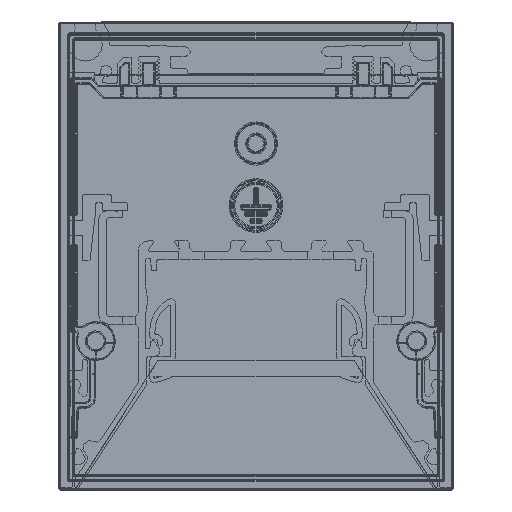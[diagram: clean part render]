
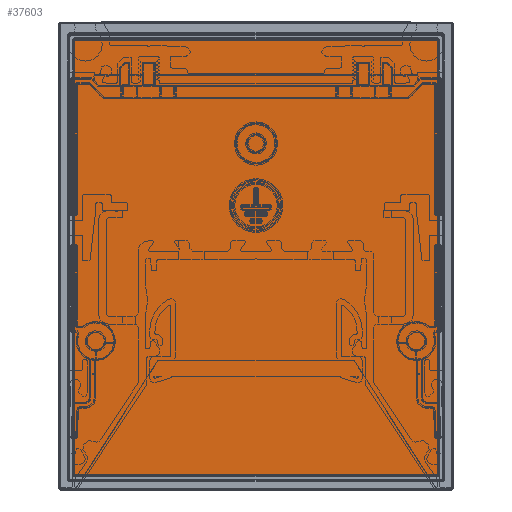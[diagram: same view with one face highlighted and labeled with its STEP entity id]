
A CAD part, front view. The second image highlights one B-rep face of the part: STEP entity #37603.
In plain terms, the highlighted planar face has unit normal (0, -1, 0).
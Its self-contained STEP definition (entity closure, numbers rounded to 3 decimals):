
#1743=PLANE('',#41428);
#5481=FACE_OUTER_BOUND('',#7589,.T.);
#7589=EDGE_LOOP('',(#32255,#32256,#32257,#32258,#32259,#32260,#32261,#32262));
#10077=LINE('',#66395,#12820);
#10336=LINE('',#69415,#13079);
#10338=LINE('',#69452,#13081);
#10340=LINE('',#69485,#13083);
#12820=VECTOR('',#49500,10.);
#13079=VECTOR('',#50703,10.);
#13081=VECTOR('',#50717,10.);
#13083=VECTOR('',#50727,10.);
#15171=CIRCLE('',#40938,0.001);
#15176=CIRCLE('',#40944,0.001);
#15398=CIRCLE('',#41418,0.001);
#15402=CIRCLE('',#41423,0.001);
#18227=VERTEX_POINT('',#66383);
#18229=VERTEX_POINT('',#66386);
#18231=VERTEX_POINT('',#66392);
#18233=VERTEX_POINT('',#66422);
#18549=VERTEX_POINT('',#69414);
#18550=VERTEX_POINT('',#69442);
#18552=VERTEX_POINT('',#69448);
#18554=VERTEX_POINT('',#69478);
#22723=EDGE_CURVE('',#18229,#18227,#15171,.T.);
#22727=EDGE_CURVE('',#18227,#18231,#10077,.T.);
#22730=EDGE_CURVE('',#18231,#18233,#15176,.T.);
#23318=EDGE_CURVE('',#18229,#18549,#10336,.T.);
#23322=EDGE_CURVE('',#18549,#18550,#15398,.T.);
#23325=EDGE_CURVE('',#18550,#18552,#10338,.T.);
#23328=EDGE_CURVE('',#18552,#18554,#15402,.T.);
#23330=EDGE_CURVE('',#18554,#18233,#10340,.T.);
#32255=ORIENTED_EDGE('',*,*,#23330,.F.);
#32256=ORIENTED_EDGE('',*,*,#23328,.F.);
#32257=ORIENTED_EDGE('',*,*,#23325,.F.);
#32258=ORIENTED_EDGE('',*,*,#23322,.F.);
#32259=ORIENTED_EDGE('',*,*,#23318,.F.);
#32260=ORIENTED_EDGE('',*,*,#22723,.T.);
#32261=ORIENTED_EDGE('',*,*,#22727,.T.);
#32262=ORIENTED_EDGE('',*,*,#22730,.T.);
#37603=ADVANCED_FACE('',(#5481),#1743,.F.);
#40938=AXIS2_PLACEMENT_3D('',#66387,#49490,#49491);
#40944=AXIS2_PLACEMENT_3D('',#66425,#49504,#49505);
#41418=AXIS2_PLACEMENT_3D('',#69446,#50710,#50711);
#41423=AXIS2_PLACEMENT_3D('',#69482,#50722,#50723);
#41428=AXIS2_PLACEMENT_3D('',#69492,#50737,#50738);
#49490=DIRECTION('center_axis',(0.,-1.,0.));
#49491=DIRECTION('ref_axis',(0.707,0.,-0.707));
#49500=DIRECTION('',(0.,0.,1.));
#49504=DIRECTION('center_axis',(0.,-1.,0.));
#49505=DIRECTION('ref_axis',(0.707,0.,0.707));
#50703=DIRECTION('',(-1.,0.,0.));
#50710=DIRECTION('center_axis',(0.,1.,0.));
#50711=DIRECTION('ref_axis',(-0.707,0.,-0.707));
#50717=DIRECTION('',(0.,0.,1.));
#50722=DIRECTION('center_axis',(0.,1.,0.));
#50723=DIRECTION('ref_axis',(-0.707,0.,0.707));
#50727=DIRECTION('',(1.,0.,0.));
#50737=DIRECTION('center_axis',(0.,1.,0.));
#50738=DIRECTION('ref_axis',(1.,0.,0.));
#66383=CARTESIAN_POINT('',(35.008,-1689.5,-77.507));
#66386=CARTESIAN_POINT('',(35.007,-1689.5,-77.508));
#66387=CARTESIAN_POINT('Origin',(35.007,-1689.5,-77.507));
#66392=CARTESIAN_POINT('',(35.008,-1689.5,6.507));
#66395=CARTESIAN_POINT('',(35.008,-1689.5,-14.4));
#66422=CARTESIAN_POINT('',(35.007,-1689.5,6.508));
#66425=CARTESIAN_POINT('Origin',(35.007,-1689.5,6.507));
#69414=CARTESIAN_POINT('',(-35.007,-1689.5,-77.508));
#69415=CARTESIAN_POINT('',(-17.6,-1689.5,-77.508));
#69442=CARTESIAN_POINT('',(-35.008,-1689.5,-77.507));
#69446=CARTESIAN_POINT('Origin',(-35.007,-1689.5,-77.507));
#69448=CARTESIAN_POINT('',(-35.008,-1689.5,6.507));
#69452=CARTESIAN_POINT('',(-35.008,-1689.5,-14.4));
#69478=CARTESIAN_POINT('',(-35.007,-1689.5,6.508));
#69482=CARTESIAN_POINT('Origin',(-35.007,-1689.5,6.507));
#69485=CARTESIAN_POINT('',(17.6,-1689.5,6.508));
#69492=CARTESIAN_POINT('Origin',(0.,-1689.5,-35.5));
